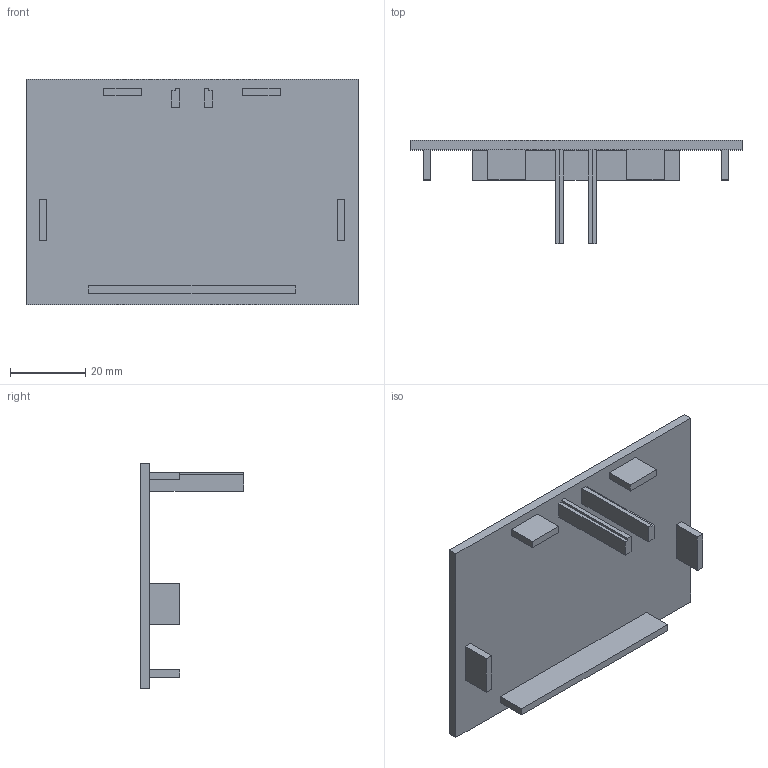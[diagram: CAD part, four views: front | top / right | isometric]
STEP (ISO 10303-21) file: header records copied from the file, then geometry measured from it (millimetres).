
FILE_DESCRIPTION (( 'STEP AP214' ), '1' );
FILE_NAME ('6022502.stp', '2023-11-16T10:47:43', ( '' ), ( '' ), 'SwSTEP 2.0', 'SolidWorks 2022', '' );
FILE_SCHEMA (( 'AUTOMOTIVE_DESIGN' ));
Length unit declared in the file: millimetre
Products named in the file (1): 6022502
Bounding box: 88.5 x 27.5 x 60 mm (x, y, z)
Volume: 15347 mm3; surface area: 13794.5 mm2
Topology: 1 solids, 1 shells, 45 faces, 108 edges, 72 vertices
Faces by surface type: plane 45
Entity records: 1316 total; most frequent: CARTESIAN_POINT 226, ORIENTED_EDGE 216, DIRECTION 200, EDGE_CURVE 108, VECTOR 108, LINE 108, VERTEX_POINT 72, EDGE_LOOP 52
